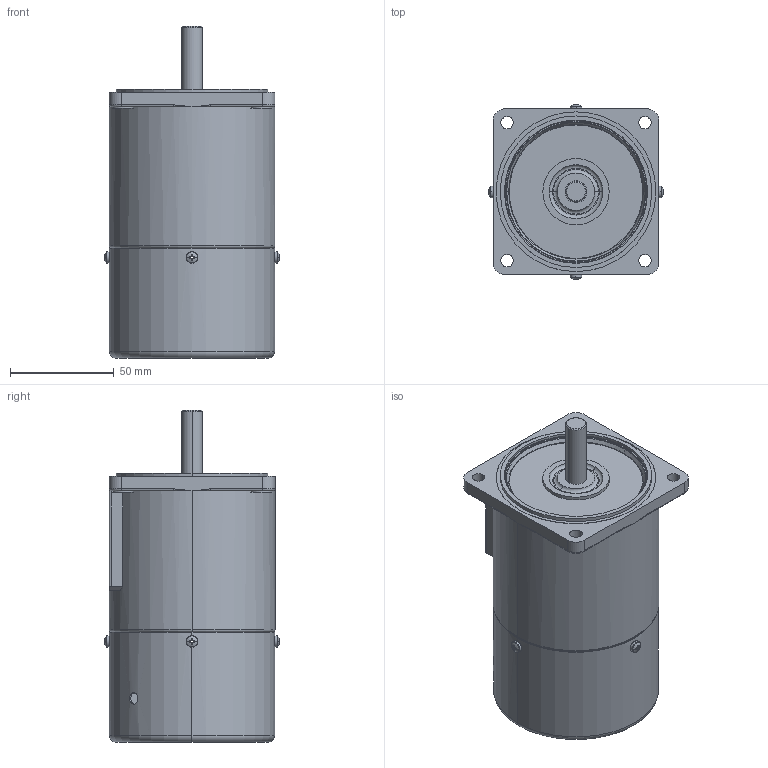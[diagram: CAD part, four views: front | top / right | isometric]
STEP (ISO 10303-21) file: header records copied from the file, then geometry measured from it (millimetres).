
FILE_DESCRIPTION (( 'STEP AP203' ), '1' );
FILE_NAME ('4RK25A-CM.STEP', '2022-08-25T03:01:51', ( '' ), ( 'Microsoft' ), 'SwSTEP 2.0', 'SolidWorks 2020', '' );
FILE_SCHEMA (( 'CONFIG_CONTROL_DESIGN' ));
Length unit declared in the file: millimetre
Products named in the file (1): 4RK25A-CM
Bounding box: 84.31 x 84.31 x 160 mm (x, y, z)
Surface area: 72263.8 mm2 (no closed solid volume)
Topology: 0 solids, 14 shells, 233 faces, 702 edges, 478 vertices
Faces by surface type: plane 82, cylinder 81, torus 30, cone 24, bspline 8, sphere 8
Entity records: 9182 total; most frequent: CARTESIAN_POINT 2794, DIRECTION 1430, ORIENTED_EDGE 1176, EDGE_CURVE 694, AXIS2_PLACEMENT_3D 606, VERTEX_POINT 478, CIRCLE 380, EDGE_LOOP 281
